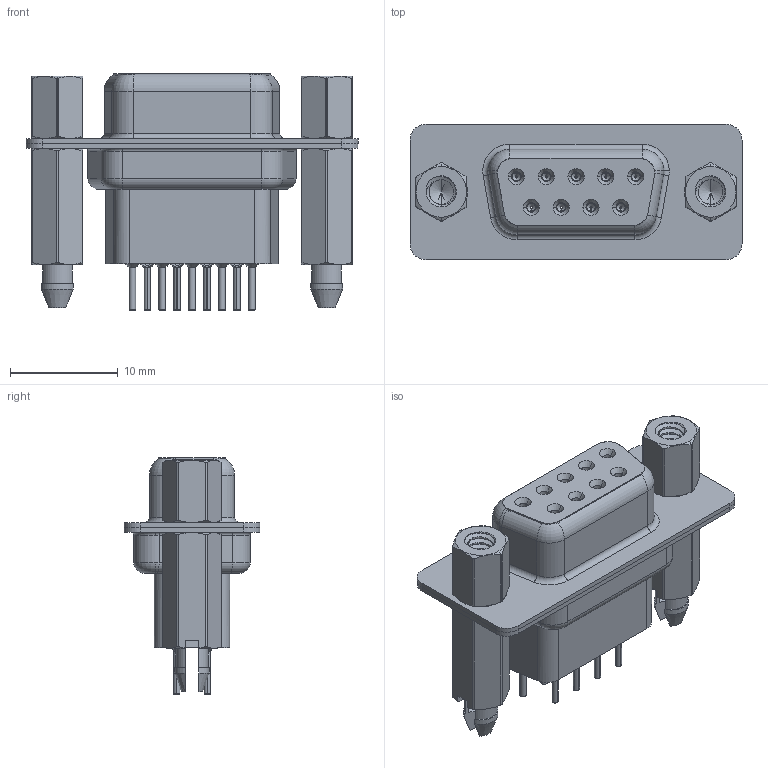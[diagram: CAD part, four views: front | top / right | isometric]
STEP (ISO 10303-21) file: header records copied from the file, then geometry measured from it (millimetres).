
FILE_DESCRIPTION (( 'STEP AP203' ), '1' );
FILE_NAME ('628-009-221-277.STEP', '2020-07-13T18:40:44', ( '' ), ( '' ), 'SwSTEP 2.0', 'SolidWorks 2020', '' );
FILE_SCHEMA (( 'CONFIG_CONTROL_DESIGN' ));
Length unit declared in the file: millimetre
Products named in the file (8): 628 Shell Rear_09 Contacts; 628 Shell Front_09 Contacts; 628-009-221-277; 628 4-40 Threaded Boardlock_HP; 628 Housing_09 HP; 628 Contact Row 2_21H; 628 4-40 Hex Standoff; 628 Contact Row 1_21H
Assembly tree (16 placements, depth 2):
  628-009-221-277
    628 Housing_09 HP
    628 Shell Front_09 Contacts
    628 Shell Rear_09 Contacts
    628 Contact Row 1_21H  x5
    628 Contact Row 2_21H  x4
    628 4-40 Hex Standoff  x2
    628 4-40 Threaded Boardlock_HP  x2
Bounding box: 30.8 x 12.6 x 21.9 mm (x, y, z)
Volume: 2695.2 mm3; surface area: 6399.5 mm2
Topology: 16 solids, 16 shells, 1626 faces, 4229 edges, 2662 vertices
Faces by surface type: cylinder 574, plane 400, torus 279, bspline 202, cone 171
Entity records: 29926 total; most frequent: CARTESIAN_POINT 12451, ORIENTED_EDGE 3556, DIRECTION 3375, EDGE_CURVE 1778, AXIS2_PLACEMENT_3D 1374, VERTEX_POINT 1126, EDGE_LOOP 772, FACE_OUTER_BOUND 703
